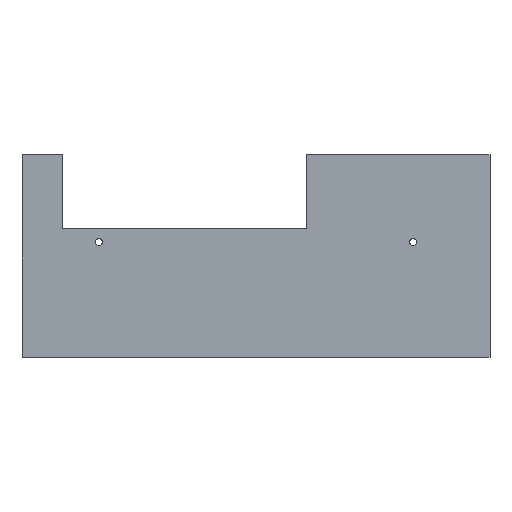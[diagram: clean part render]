
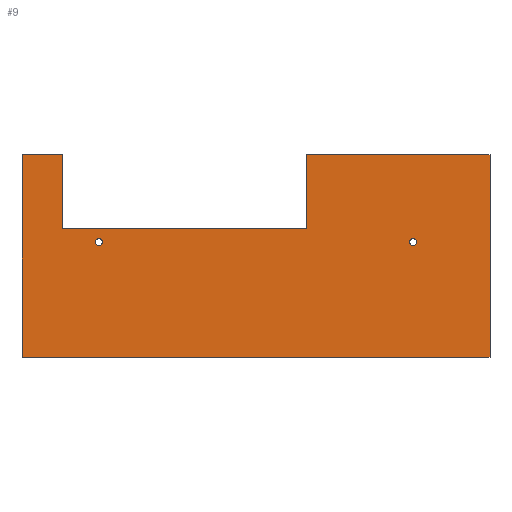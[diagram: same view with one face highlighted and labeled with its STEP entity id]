
A CAD part, top view. The second image highlights one B-rep face of the part: STEP entity #9.
In plain terms, the highlighted planar face has unit normal (0, 0, 1).
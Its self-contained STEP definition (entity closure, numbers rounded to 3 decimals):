
#3 = EDGE_LOOP ( 'NONE', ( #278, #255 ) ) ;
#5 = LINE ( 'NONE', #112, #396 ) ;
#9 = ADVANCED_FACE ( 'NONE', ( #462, #180, #406 ), #291, .T. ) ;
#11 = CARTESIAN_POINT ( 'NONE',  ( 52.674, 16.42, 2. ) ) ;
#25 = VERTEX_POINT ( 'NONE', #49 ) ;
#28 = DIRECTION ( 'NONE',  ( 1., 0., 0. ) ) ;
#29 = CARTESIAN_POINT ( 'NONE',  ( -47.826, 20.42, 2. ) ) ;
#30 = CARTESIAN_POINT ( 'NONE',  ( -47.826, 20.42, 2. ) ) ;
#37 = VERTEX_POINT ( 'NONE', #43 ) ;
#43 = CARTESIAN_POINT ( 'NONE',  ( -38.326, 16.42, 2. ) ) ;
#49 = CARTESIAN_POINT ( 'NONE',  ( -36.326, 16.42, 2. ) ) ;
#50 = CIRCLE ( 'NONE', #316, 1. ) ;
#53 = CIRCLE ( 'NONE', #452, 1. ) ;
#54 = EDGE_CURVE ( 'NONE', #410, #77, #53, .T. ) ;
#60 = ORIENTED_EDGE ( 'NONE', *, *, #164, .T. ) ;
#67 = CARTESIAN_POINT ( 'NONE',  ( -59.326, 41.42, 2. ) ) ;
#69 = VECTOR ( 'NONE', #183, 1000. ) ;
#72 = EDGE_LOOP ( 'NONE', ( #287, #118 ) ) ;
#74 = CARTESIAN_POINT ( 'NONE',  ( 0., 0., 2. ) ) ;
#77 = VERTEX_POINT ( 'NONE', #188 ) ;
#81 = VERTEX_POINT ( 'NONE', #448 ) ;
#88 = DIRECTION ( 'NONE',  ( 0., -1., 0. ) ) ;
#89 = AXIS2_PLACEMENT_3D ( 'NONE', #74, #101, #263 ) ;
#93 = VECTOR ( 'NONE', #88, 1000. ) ;
#99 = DIRECTION ( 'NONE',  ( 1., 0., 0. ) ) ;
#101 = DIRECTION ( 'NONE',  ( 0., 0., 1. ) ) ;
#108 = ORIENTED_EDGE ( 'NONE', *, *, #172, .T. ) ;
#111 = CARTESIAN_POINT ( 'NONE',  ( 22.174, 41.42, 2. ) ) ;
#112 = CARTESIAN_POINT ( 'NONE',  ( 74.674, 41.42, 2. ) ) ;
#118 = ORIENTED_EDGE ( 'NONE', *, *, #54, .F. ) ;
#122 = DIRECTION ( 'NONE',  ( 0., 0., 1. ) ) ;
#123 = EDGE_CURVE ( 'NONE', #37, #25, #317, .T. ) ;
#124 = CARTESIAN_POINT ( 'NONE',  ( -59.326, 41.42, 2. ) ) ;
#125 = AXIS2_PLACEMENT_3D ( 'NONE', #465, #369, #99 ) ;
#130 = DIRECTION ( 'NONE',  ( 1., 0., 0. ) ) ;
#152 = VERTEX_POINT ( 'NONE', #440 ) ;
#158 = ORIENTED_EDGE ( 'NONE', *, *, #382, .F. ) ;
#161 = CARTESIAN_POINT ( 'NONE',  ( -37.326, 16.42, 2. ) ) ;
#164 = EDGE_CURVE ( 'NONE', #81, #446, #348, .T. ) ;
#165 = CARTESIAN_POINT ( 'NONE',  ( -59.326, 41.42, 2. ) ) ;
#172 = EDGE_CURVE ( 'NONE', #371, #81, #5, .T. ) ;
#173 = DIRECTION ( 'NONE',  ( 0., 1., 0. ) ) ;
#179 = DIRECTION ( 'NONE',  ( 0., -1., 0. ) ) ;
#180 = FACE_BOUND ( 'NONE', #3, .T. ) ;
#182 = EDGE_LOOP ( 'NONE', ( #186, #222, #326, #266, #108, #60, #337, #158 ) ) ;
#183 = DIRECTION ( 'NONE',  ( -1., 0., 0. ) ) ;
#184 = EDGE_CURVE ( 'NONE', #443, #371, #230, .T. ) ;
#186 = ORIENTED_EDGE ( 'NONE', *, *, #360, .F. ) ;
#188 = CARTESIAN_POINT ( 'NONE',  ( 53.674, 16.42, 2. ) ) ;
#190 = DIRECTION ( 'NONE',  ( 1., 0., 0. ) ) ;
#191 = EDGE_CURVE ( 'NONE', #407, #443, #454, .T. ) ;
#194 = VECTOR ( 'NONE', #28, 1000. ) ;
#216 = CARTESIAN_POINT ( 'NONE',  ( 51.674, 16.42, 2. ) ) ;
#222 = ORIENTED_EDGE ( 'NONE', *, *, #451, .T. ) ;
#226 = CARTESIAN_POINT ( 'NONE',  ( -59.326, 41.42, 2. ) ) ;
#229 = LINE ( 'NONE', #226, #69 ) ;
#230 = LINE ( 'NONE', #241, #405 ) ;
#236 = DIRECTION ( 'NONE',  ( 1., 0., 0. ) ) ;
#241 = CARTESIAN_POINT ( 'NONE',  ( -59.326, -16.58, 2. ) ) ;
#242 = AXIS2_PLACEMENT_3D ( 'NONE', #161, #381, #236 ) ;
#248 = LINE ( 'NONE', #321, #423 ) ;
#251 = CARTESIAN_POINT ( 'NONE',  ( 22.174, 20.42, 2. ) ) ;
#255 = ORIENTED_EDGE ( 'NONE', *, *, #123, .F. ) ;
#263 = DIRECTION ( 'NONE',  ( 1., 0., 0. ) ) ;
#266 = ORIENTED_EDGE ( 'NONE', *, *, #184, .T. ) ;
#267 = DIRECTION ( 'NONE',  ( 1., 0., 0. ) ) ;
#278 = ORIENTED_EDGE ( 'NONE', *, *, #456, .F. ) ;
#287 = ORIENTED_EDGE ( 'NONE', *, *, #347, .F. ) ;
#291 = PLANE ( 'NONE',  #89 ) ;
#298 = DIRECTION ( 'NONE',  ( 0., 1., 0. ) ) ;
#304 = CARTESIAN_POINT ( 'NONE',  ( -59.326, -16.58, 2. ) ) ;
#307 = DIRECTION ( 'NONE',  ( -1., 0., 0. ) ) ;
#309 = VERTEX_POINT ( 'NONE', #29 ) ;
#316 = AXIS2_PLACEMENT_3D ( 'NONE', #372, #341, #267 ) ;
#317 = CIRCLE ( 'NONE', #242, 1. ) ;
#321 = CARTESIAN_POINT ( 'NONE',  ( 22.174, 41.42, 2. ) ) ;
#326 = ORIENTED_EDGE ( 'NONE', *, *, #191, .T. ) ;
#337 = ORIENTED_EDGE ( 'NONE', *, *, #389, .F. ) ;
#341 = DIRECTION ( 'NONE',  ( 0., 0., 1. ) ) ;
#347 = EDGE_CURVE ( 'NONE', #77, #410, #426, .T. ) ;
#348 = LINE ( 'NONE', #124, #361 ) ;
#354 = VERTEX_POINT ( 'NONE', #251 ) ;
#360 = EDGE_CURVE ( 'NONE', #152, #309, #363, .T. ) ;
#361 = VECTOR ( 'NONE', #307, 1000. ) ;
#363 = LINE ( 'NONE', #398, #394 ) ;
#369 = DIRECTION ( 'NONE',  ( 0., 0., 1. ) ) ;
#371 = VERTEX_POINT ( 'NONE', #433 ) ;
#372 = CARTESIAN_POINT ( 'NONE',  ( -37.326, 16.42, 2. ) ) ;
#381 = DIRECTION ( 'NONE',  ( 0., 0., 1. ) ) ;
#382 = EDGE_CURVE ( 'NONE', #309, #354, #461, .T. ) ;
#389 = EDGE_CURVE ( 'NONE', #354, #446, #248, .T. ) ;
#394 = VECTOR ( 'NONE', #179, 1000. ) ;
#396 = VECTOR ( 'NONE', #298, 1000. ) ;
#398 = CARTESIAN_POINT ( 'NONE',  ( -47.826, 41.42, 2. ) ) ;
#405 = VECTOR ( 'NONE', #130, 1000. ) ;
#406 = FACE_BOUND ( 'NONE', #72, .T. ) ;
#407 = VERTEX_POINT ( 'NONE', #67 ) ;
#410 = VERTEX_POINT ( 'NONE', #216 ) ;
#423 = VECTOR ( 'NONE', #173, 1000. ) ;
#426 = CIRCLE ( 'NONE', #125, 1. ) ;
#433 = CARTESIAN_POINT ( 'NONE',  ( 74.674, -16.58, 2. ) ) ;
#440 = CARTESIAN_POINT ( 'NONE',  ( -47.826, 41.42, 2. ) ) ;
#443 = VERTEX_POINT ( 'NONE', #304 ) ;
#446 = VERTEX_POINT ( 'NONE', #111 ) ;
#448 = CARTESIAN_POINT ( 'NONE',  ( 74.674, 41.42, 2. ) ) ;
#451 = EDGE_CURVE ( 'NONE', #152, #407, #229, .T. ) ;
#452 = AXIS2_PLACEMENT_3D ( 'NONE', #11, #122, #190 ) ;
#454 = LINE ( 'NONE', #165, #93 ) ;
#456 = EDGE_CURVE ( 'NONE', #25, #37, #50, .T. ) ;
#461 = LINE ( 'NONE', #30, #194 ) ;
#462 = FACE_OUTER_BOUND ( 'NONE', #182, .T. ) ;
#465 = CARTESIAN_POINT ( 'NONE',  ( 52.674, 16.42, 2. ) ) ;
